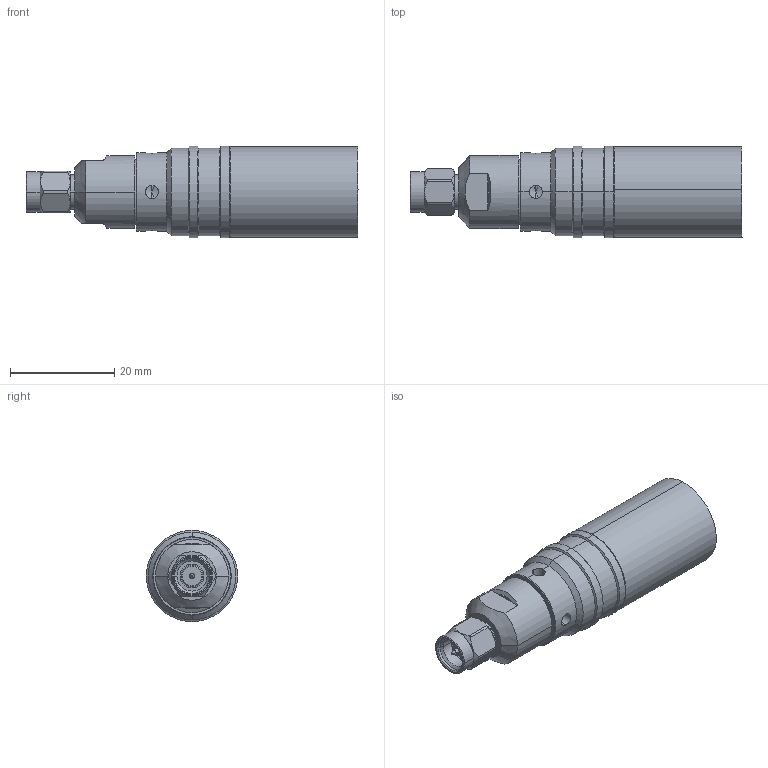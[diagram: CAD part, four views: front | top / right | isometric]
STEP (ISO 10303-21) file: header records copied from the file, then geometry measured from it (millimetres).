
FILE_DESCRIPTION (( 'STEP AP214' ), '1' );
FILE_NAME ('3190-8111(EZ-600-SM-X)_SD.STEP', '2020-08-05T02:50:36', ( '' ), ( '' ), 'SwSTEP 2.0', 'SolidWorks 2018', '' );
FILE_SCHEMA (( 'AUTOMOTIVE_DESIGN' ));
Length unit declared in the file: millimetre
Products named in the file (4): 3192-6038_SD; SD^3192-6038; 3192-6074_SD; 3190-8111(EZ-600-SM-X)_SD
Assembly tree (3 placements, depth 3):
  3190-8111(EZ-600-SM-X)_SD
    3192-6074_SD
    3192-6038_SD
      SD^3192-6038
Bounding box: 63.65 x 17.5 x 17.5 mm (x, y, z)
Volume: 9345.6 mm3; surface area: 6096.2 mm2
Topology: 3 solids, 3 shells, 140 faces, 315 edges, 188 vertices
Faces by surface type: cylinder 59, cone 48, plane 31, torus 2
Entity records: 4380 total; most frequent: CARTESIAN_POINT 1117, DIRECTION 689, ORIENTED_EDGE 614, EDGE_CURVE 307, AXIS2_PLACEMENT_3D 286, VERTEX_POINT 188, EDGE_LOOP 157, FACE_OUTER_BOUND 140
